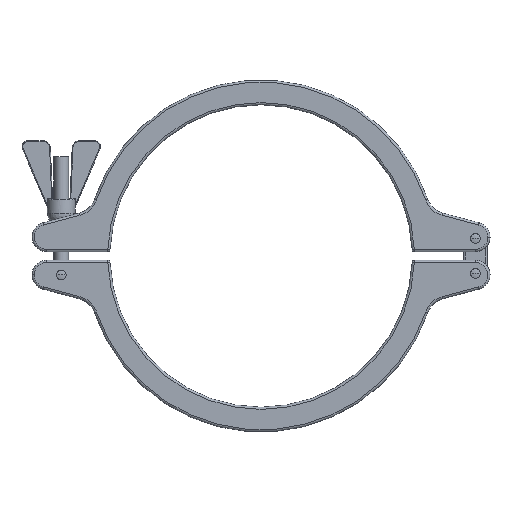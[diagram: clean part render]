
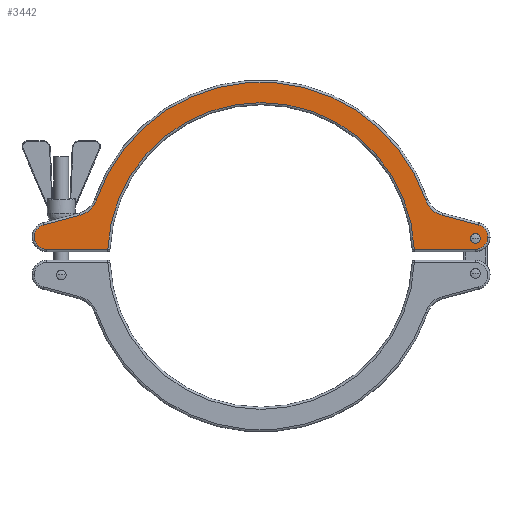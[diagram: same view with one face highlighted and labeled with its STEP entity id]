
A CAD part, top view. The second image highlights one B-rep face of the part: STEP entity #3442.
In plain terms, the highlighted planar face has unit normal (0, 0, 1).
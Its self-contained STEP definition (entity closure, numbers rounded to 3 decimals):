
#48 = PLANE ( 'NONE',  #11801 ) ;
#57 = VERTEX_POINT ( 'NONE', #11909 ) ;
#178 = EDGE_LOOP ( 'NONE', ( #3664, #13262, #12646, #10646, #3120, #6631, #14154, #10329, #3803, #4765, #1392 ) ) ;
#323 = DIRECTION ( 'NONE',  ( 0., 0., 1. ) ) ;
#377 = VERTEX_POINT ( 'NONE', #10106 ) ;
#407 = DIRECTION ( 'NONE',  ( 1., 0., 0. ) ) ;
#802 = CARTESIAN_POINT ( 'NONE',  ( 128.416, 43.861, 12. ) ) ;
#902 = CARTESIAN_POINT ( 'NONE',  ( -124.145, 27.924, 12. ) ) ;
#928 = DIRECTION ( 'NONE',  ( 0., 0., -1. ) ) ;
#1280 = CARTESIAN_POINT ( 'NONE',  ( -112.802, 38.528, 12. ) ) ;
#1291 = CARTESIAN_POINT ( 'NONE',  ( -147., 13., 12. ) ) ;
#1392 = ORIENTED_EDGE ( 'NONE', *, *, #11391, .T. ) ;
#1550 = VERTEX_POINT ( 'NONE', #2903 ) ;
#1691 = VECTOR ( 'NONE', #3307, 1000. ) ;
#1724 = CARTESIAN_POINT ( 'NONE',  ( 147., 13., 12. ) ) ;
#1747 = VERTEX_POINT ( 'NONE', #10031 ) ;
#1804 = CARTESIAN_POINT ( 'NONE',  ( 0., 0., 12. ) ) ;
#2004 = AXIS2_PLACEMENT_3D ( 'NONE', #5305, #12689, #12621 ) ;
#2162 = CIRCLE ( 'NONE', #6495, 8.5 ) ;
#2186 = CIRCLE ( 'NONE', #5255, 119.2 ) ;
#2411 = DIRECTION ( 'NONE',  ( -0.966, -0.259, 0. ) ) ;
#2754 = DIRECTION ( 'NONE',  ( 1., 0., 0. ) ) ;
#2794 = CARTESIAN_POINT ( 'NONE',  ( 147., 13., 12. ) ) ;
#2890 = EDGE_CURVE ( 'NONE', #9706, #57, #6517, .T. ) ;
#2903 = CARTESIAN_POINT ( 'NONE',  ( 150.3, 12., 12. ) ) ;
#2951 = CIRCLE ( 'NONE', #7005, 16.5 ) ;
#3021 = DIRECTION ( 'NONE',  ( 1., 0., 0. ) ) ;
#3043 = EDGE_CURVE ( 'NONE', #15669, #377, #7158, .T. ) ;
#3090 = ORIENTED_EDGE ( 'NONE', *, *, #8218, .F. ) ;
#3120 = ORIENTED_EDGE ( 'NONE', *, *, #4856, .T. ) ;
#3307 = DIRECTION ( 'NONE',  ( 1., 0., 0. ) ) ;
#3355 = VERTEX_POINT ( 'NONE', #8006 ) ;
#3442 = ADVANCED_FACE ( 'NONE', ( #8323, #12005 ), #48, .T. ) ;
#3478 = CARTESIAN_POINT ( 'NONE',  ( 0., 0., 12. ) ) ;
#3664 = ORIENTED_EDGE ( 'NONE', *, *, #14280, .T. ) ;
#3685 = VERTEX_POINT ( 'NONE', #9425 ) ;
#3758 = DIRECTION ( 'NONE',  ( 1., 0., 0. ) ) ;
#3803 = ORIENTED_EDGE ( 'NONE', *, *, #13588, .T. ) ;
#3821 = AXIS2_PLACEMENT_3D ( 'NONE', #1291, #6128, #3758 ) ;
#4064 = CARTESIAN_POINT ( 'NONE',  ( 147., 4.5, 12. ) ) ;
#4276 = EDGE_CURVE ( 'NONE', #57, #3355, #2162, .T. ) ;
#4328 = CARTESIAN_POINT ( 'NONE',  ( -149.2, 21.21, 12. ) ) ;
#4765 = ORIENTED_EDGE ( 'NONE', *, *, #10109, .T. ) ;
#4801 = AXIS2_PLACEMENT_3D ( 'NONE', #11663, #928, #12992 ) ;
#4856 = EDGE_CURVE ( 'NONE', #3355, #3685, #10848, .T. ) ;
#4927 = VECTOR ( 'NONE', #7904, 1000. ) ;
#5255 = AXIS2_PLACEMENT_3D ( 'NONE', #1804, #10398, #9040 ) ;
#5305 = CARTESIAN_POINT ( 'NONE',  ( 147., 12., 12. ) ) ;
#5808 = VERTEX_POINT ( 'NONE', #1280 ) ;
#6128 = DIRECTION ( 'NONE',  ( 0., 0., 1. ) ) ;
#6495 = AXIS2_PLACEMENT_3D ( 'NONE', #1724, #11273, #2754 ) ;
#6517 = LINE ( 'NONE', #4064, #14754 ) ;
#6631 = ORIENTED_EDGE ( 'NONE', *, *, #15667, .T. ) ;
#6691 = CIRCLE ( 'NONE', #6939, 3.3 ) ;
#6939 = AXIS2_PLACEMENT_3D ( 'NONE', #15331, #8127, #9176 ) ;
#7005 = AXIS2_PLACEMENT_3D ( 'NONE', #9969, #14791, #8775 ) ;
#7063 = DIRECTION ( 'NONE',  ( 1., 0., 0. ) ) ;
#7066 = VERTEX_POINT ( 'NONE', #902 ) ;
#7158 = CIRCLE ( 'NONE', #11748, 16.5 ) ;
#7869 = EDGE_LOOP ( 'NONE', ( #8598, #3090 ) ) ;
#7904 = DIRECTION ( 'NONE',  ( -0.966, 0.259, 0. ) ) ;
#8006 = CARTESIAN_POINT ( 'NONE',  ( 155.5, 13., 12. ) ) ;
#8127 = DIRECTION ( 'NONE',  ( 0., 0., 1. ) ) ;
#8218 = EDGE_CURVE ( 'NONE', #1550, #12495, #6691, .T. ) ;
#8323 = FACE_OUTER_BOUND ( 'NONE', #178, .T. ) ;
#8389 = LINE ( 'NONE', #10858, #9390 ) ;
#8478 = DIRECTION ( 'NONE',  ( 0., 0., 1. ) ) ;
#8598 = ORIENTED_EDGE ( 'NONE', *, *, #9719, .F. ) ;
#8775 = DIRECTION ( 'NONE',  ( 1., 0., 0. ) ) ;
#9040 = DIRECTION ( 'NONE',  ( 1., 0., 0. ) ) ;
#9176 = DIRECTION ( 'NONE',  ( 1., 0., 0. ) ) ;
#9390 = VECTOR ( 'NONE', #2411, 1000. ) ;
#9425 = CARTESIAN_POINT ( 'NONE',  ( 149.2, 21.21, 12. ) ) ;
#9706 = VERTEX_POINT ( 'NONE', #10318 ) ;
#9719 = EDGE_CURVE ( 'NONE', #12495, #1550, #12179, .T. ) ;
#9833 = EDGE_CURVE ( 'NONE', #1747, #9706, #13173, .T. ) ;
#9969 = CARTESIAN_POINT ( 'NONE',  ( -128.416, 43.861, 12. ) ) ;
#10031 = CARTESIAN_POINT ( 'NONE',  ( -105.104, 4.5, 12. ) ) ;
#10106 = CARTESIAN_POINT ( 'NONE',  ( 112.802, 38.528, 12. ) ) ;
#10109 = EDGE_CURVE ( 'NONE', #7066, #14618, #8389, .T. ) ;
#10318 = CARTESIAN_POINT ( 'NONE',  ( 105.104, 4.5, 12. ) ) ;
#10329 = ORIENTED_EDGE ( 'NONE', *, *, #15389, .T. ) ;
#10398 = DIRECTION ( 'NONE',  ( 0., 0., 1. ) ) ;
#10541 = CARTESIAN_POINT ( 'NONE',  ( -103.657, 4.5, 12. ) ) ;
#10646 = ORIENTED_EDGE ( 'NONE', *, *, #4276, .T. ) ;
#10671 = CIRCLE ( 'NONE', #3821, 8.5 ) ;
#10848 = CIRCLE ( 'NONE', #12863, 8.5 ) ;
#10858 = CARTESIAN_POINT ( 'NONE',  ( -149.2, 21.21, 12. ) ) ;
#11273 = DIRECTION ( 'NONE',  ( 0., 0., 1. ) ) ;
#11391 = EDGE_CURVE ( 'NONE', #14618, #11711, #10671, .T. ) ;
#11663 = CARTESIAN_POINT ( 'NONE',  ( 0., 0., 12. ) ) ;
#11711 = VERTEX_POINT ( 'NONE', #13196 ) ;
#11748 = AXIS2_PLACEMENT_3D ( 'NONE', #802, #15464, #7063 ) ;
#11801 = AXIS2_PLACEMENT_3D ( 'NONE', #3478, #8478, #14502 ) ;
#11909 = CARTESIAN_POINT ( 'NONE',  ( 147., 4.5, 12. ) ) ;
#12005 = FACE_BOUND ( 'NONE', #7869, .T. ) ;
#12179 = CIRCLE ( 'NONE', #2004, 3.3 ) ;
#12495 = VERTEX_POINT ( 'NONE', #15393 ) ;
#12621 = DIRECTION ( 'NONE',  ( 1., 0., 0. ) ) ;
#12646 = ORIENTED_EDGE ( 'NONE', *, *, #2890, .T. ) ;
#12689 = DIRECTION ( 'NONE',  ( 0., 0., 1. ) ) ;
#12745 = CARTESIAN_POINT ( 'NONE',  ( 124.145, 27.924, 12. ) ) ;
#12863 = AXIS2_PLACEMENT_3D ( 'NONE', #2794, #323, #407 ) ;
#12992 = DIRECTION ( 'NONE',  ( 1., 0., 0. ) ) ;
#13156 = LINE ( 'NONE', #10541, #1691 ) ;
#13173 = CIRCLE ( 'NONE', #4801, 105.2 ) ;
#13196 = CARTESIAN_POINT ( 'NONE',  ( -147., 4.5, 12. ) ) ;
#13262 = ORIENTED_EDGE ( 'NONE', *, *, #9833, .T. ) ;
#13588 = EDGE_CURVE ( 'NONE', #5808, #7066, #2951, .T. ) ;
#13942 = CARTESIAN_POINT ( 'NONE',  ( 124.145, 27.924, 12. ) ) ;
#14020 = LINE ( 'NONE', #13942, #4927 ) ;
#14154 = ORIENTED_EDGE ( 'NONE', *, *, #3043, .T. ) ;
#14280 = EDGE_CURVE ( 'NONE', #11711, #1747, #13156, .T. ) ;
#14502 = DIRECTION ( 'NONE',  ( 1., 0., 0. ) ) ;
#14618 = VERTEX_POINT ( 'NONE', #4328 ) ;
#14754 = VECTOR ( 'NONE', #3021, 1000. ) ;
#14791 = DIRECTION ( 'NONE',  ( 0., 0., -1. ) ) ;
#15331 = CARTESIAN_POINT ( 'NONE',  ( 147., 12., 12. ) ) ;
#15389 = EDGE_CURVE ( 'NONE', #377, #5808, #2186, .T. ) ;
#15393 = CARTESIAN_POINT ( 'NONE',  ( 143.7, 12., 12. ) ) ;
#15464 = DIRECTION ( 'NONE',  ( 0., 0., -1. ) ) ;
#15667 = EDGE_CURVE ( 'NONE', #3685, #15669, #14020, .T. ) ;
#15669 = VERTEX_POINT ( 'NONE', #12745 ) ;
